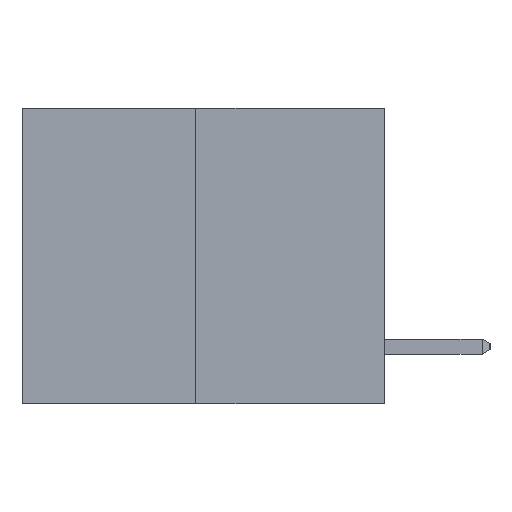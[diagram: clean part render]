
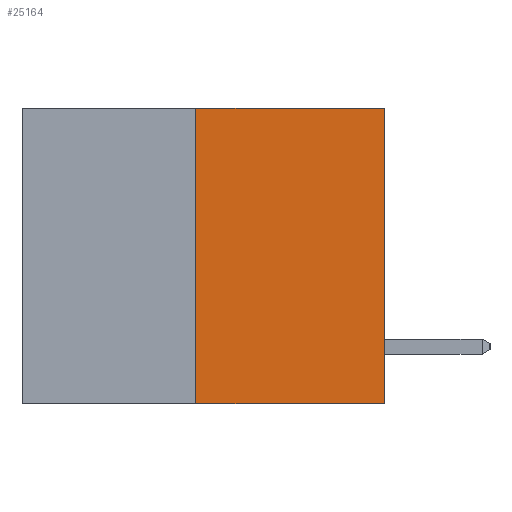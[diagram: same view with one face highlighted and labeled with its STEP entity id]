
A CAD part, left-side view. The second image highlights one B-rep face of the part: STEP entity #25164.
In plain terms, the highlighted planar face has unit normal (-1, 0, 0).
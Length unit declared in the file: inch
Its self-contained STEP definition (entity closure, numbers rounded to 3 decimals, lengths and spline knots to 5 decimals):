
#148 = ORIENTED_EDGE ( 'NONE', *, *, #627, .T. ) ;
#627 = EDGE_CURVE ( 'NONE', #6612, #4577, #1172, .T. ) ;
#1172 = LINE ( 'NONE', #7457, #10909 ) ;
#3728 = DIRECTION ( 'NONE',  ( 0., 0., -1. ) ) ;
#3748 = CARTESIAN_POINT ( 'NONE',  ( 0., 0., -0.49 ) ) ;
#4577 = VERTEX_POINT ( 'NONE', #3748 ) ;
#4608 = DIRECTION ( 'NONE',  ( 0., 0., 1. ) ) ;
#5626 = PLANE ( 'NONE',  #22741 ) ;
#6403 = VECTOR ( 'NONE', #12738, 39.37008 ) ;
#6612 = VERTEX_POINT ( 'NONE', #8249 ) ;
#7163 = EDGE_LOOP ( 'NONE', ( #22932, #148, #9656, #12708 ) ) ;
#7457 = CARTESIAN_POINT ( 'NONE',  ( 0., 0.6, -0.49 ) ) ;
#7648 = DIRECTION ( 'NONE',  ( 1., 0., 0. ) ) ;
#8249 = CARTESIAN_POINT ( 'NONE',  ( 0., 0.312, -0.49 ) ) ;
#9160 = DIRECTION ( 'NONE',  ( 0., 0., 1. ) ) ;
#9656 = ORIENTED_EDGE ( 'NONE', *, *, #18405, .T. ) ;
#10787 = CARTESIAN_POINT ( 'NONE',  ( 0., 0.6, 0. ) ) ;
#10909 = VECTOR ( 'NONE', #23575, 39.37008 ) ;
#10999 = VECTOR ( 'NONE', #4608, 39.37008 ) ;
#12708 = ORIENTED_EDGE ( 'NONE', *, *, #24513, .F. ) ;
#12738 = DIRECTION ( 'NONE',  ( 0., -1., 0. ) ) ;
#14625 = CARTESIAN_POINT ( 'NONE',  ( 0., 0.312, -0.49 ) ) ;
#16902 = CARTESIAN_POINT ( 'NONE',  ( 0., 0.312, 0. ) ) ;
#17090 = LINE ( 'NONE', #23140, #24576 ) ;
#17374 = VERTEX_POINT ( 'NONE', #16902 ) ;
#18405 = EDGE_CURVE ( 'NONE', #4577, #20439, #17090, .T. ) ;
#19624 = CARTESIAN_POINT ( 'NONE',  ( 0., 0.6, 0. ) ) ;
#19832 = FACE_OUTER_BOUND ( 'NONE', #7163, .T. ) ;
#19858 = LINE ( 'NONE', #10787, #6403 ) ;
#20439 = VERTEX_POINT ( 'NONE', #25228 ) ;
#22601 = LINE ( 'NONE', #14625, #10999 ) ;
#22741 = AXIS2_PLACEMENT_3D ( 'NONE', #19624, #7648, #3728 ) ;
#22932 = ORIENTED_EDGE ( 'NONE', *, *, #25696, .F. ) ;
#23140 = CARTESIAN_POINT ( 'NONE',  ( 0., 0., 0. ) ) ;
#23575 = DIRECTION ( 'NONE',  ( 0., -1., 0. ) ) ;
#24513 = EDGE_CURVE ( 'NONE', #17374, #20439, #19858, .T. ) ;
#24576 = VECTOR ( 'NONE', #9160, 39.37008 ) ;
#25164 = ADVANCED_FACE ( 'NONE', ( #19832 ), #5626, .F. ) ;
#25228 = CARTESIAN_POINT ( 'NONE',  ( 0., 0., 0. ) ) ;
#25696 = EDGE_CURVE ( 'NONE', #6612, #17374, #22601, .T. ) ;
